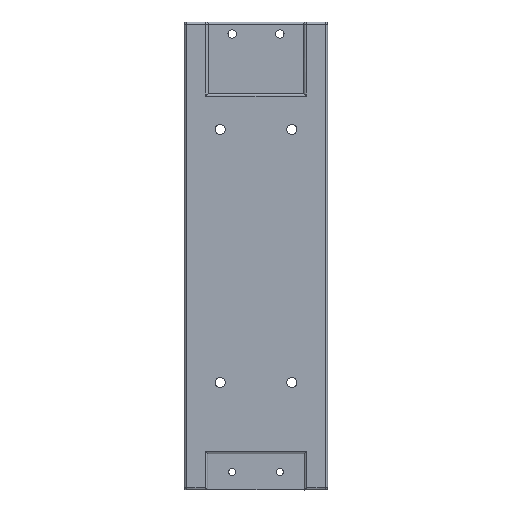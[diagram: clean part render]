
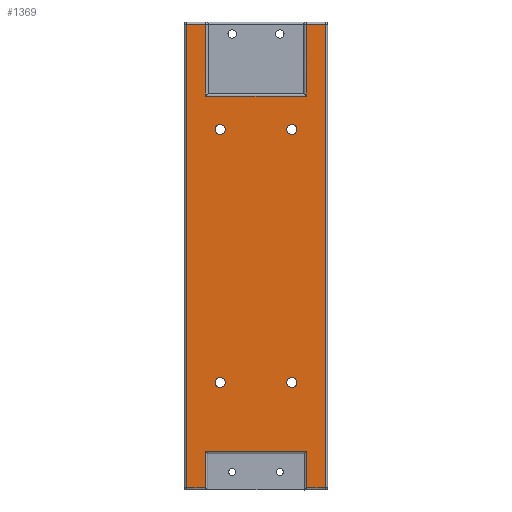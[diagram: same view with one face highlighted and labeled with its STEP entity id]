
A CAD part, front view. The second image highlights one B-rep face of the part: STEP entity #1369.
In plain terms, the highlighted planar face has unit normal (0, -1, 0).
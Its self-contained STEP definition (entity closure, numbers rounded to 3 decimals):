
#88=FACE_BOUND('',#333,.T.);
#89=FACE_BOUND('',#334,.T.);
#90=FACE_BOUND('',#335,.T.);
#91=FACE_BOUND('',#336,.T.);
#105=CIRCLE('',#1421,2.125);
#107=CIRCLE('',#1425,2.125);
#109=CIRCLE('',#1429,2.125);
#111=CIRCLE('',#1433,2.125);
#238=FACE_OUTER_BOUND('',#332,.T.);
#332=EDGE_LOOP('',(#1187,#1188,#1189,#1190,#1191,#1192,#1193,#1194,#1195,
#1196,#1197,#1198));
#333=EDGE_LOOP('',(#1199));
#334=EDGE_LOOP('',(#1200));
#335=EDGE_LOOP('',(#1201));
#336=EDGE_LOOP('',(#1202));
#402=LINE('',#2152,#516);
#404=LINE('',#2166,#518);
#408=LINE('',#2186,#522);
#412=LINE('',#2212,#526);
#417=LINE('',#2237,#531);
#419=LINE('',#2248,#533);
#422=LINE('',#2254,#536);
#424=LINE('',#2266,#538);
#426=LINE('',#2269,#540);
#433=LINE('',#2284,#547);
#441=LINE('',#2314,#555);
#448=LINE('',#2340,#562);
#516=VECTOR('',#1713,10.);
#518=VECTOR('',#1729,10.);
#522=VECTOR('',#1753,10.);
#526=VECTOR('',#1785,10.);
#531=VECTOR('',#1812,10.);
#533=VECTOR('',#1826,10.);
#536=VECTOR('',#1833,10.);
#538=VECTOR('',#1847,10.);
#540=VECTOR('',#1851,10.);
#547=VECTOR('',#1866,10.);
#555=VECTOR('',#1904,10.);
#562=VECTOR('',#1939,10.);
#617=VERTEX_POINT('',#2102);
#619=VERTEX_POINT('',#2110);
#621=VERTEX_POINT('',#2118);
#623=VERTEX_POINT('',#2126);
#630=VERTEX_POINT('',#2150);
#631=VERTEX_POINT('',#2151);
#636=VERTEX_POINT('',#2162);
#642=VERTEX_POINT('',#2182);
#650=VERTEX_POINT('',#2208);
#657=VERTEX_POINT('',#2230);
#659=VERTEX_POINT('',#2236);
#660=VERTEX_POINT('',#2240);
#663=VERTEX_POINT('',#2253);
#667=VERTEX_POINT('',#2262);
#671=VERTEX_POINT('',#2283);
#678=VERTEX_POINT('',#2313);
#742=EDGE_CURVE('',#617,#617,#105,.T.);
#746=EDGE_CURVE('',#619,#619,#107,.T.);
#750=EDGE_CURVE('',#621,#621,#109,.T.);
#754=EDGE_CURVE('',#623,#623,#111,.T.);
#766=EDGE_CURVE('',#630,#631,#402,.T.);
#773=EDGE_CURVE('',#631,#636,#404,.T.);
#783=EDGE_CURVE('',#636,#642,#408,.T.);
#796=EDGE_CURVE('',#642,#650,#412,.T.);
#808=EDGE_CURVE('',#650,#659,#417,.T.);
#814=EDGE_CURVE('',#660,#657,#419,.T.);
#817=EDGE_CURVE('',#659,#663,#422,.T.);
#823=EDGE_CURVE('',#663,#667,#424,.T.);
#825=EDGE_CURVE('',#667,#660,#426,.T.);
#833=EDGE_CURVE('',#657,#671,#433,.T.);
#849=EDGE_CURVE('',#671,#678,#441,.T.);
#864=EDGE_CURVE('',#678,#630,#448,.T.);
#1187=ORIENTED_EDGE('',*,*,#814,.F.);
#1188=ORIENTED_EDGE('',*,*,#825,.F.);
#1189=ORIENTED_EDGE('',*,*,#823,.F.);
#1190=ORIENTED_EDGE('',*,*,#817,.F.);
#1191=ORIENTED_EDGE('',*,*,#808,.F.);
#1192=ORIENTED_EDGE('',*,*,#796,.F.);
#1193=ORIENTED_EDGE('',*,*,#783,.F.);
#1194=ORIENTED_EDGE('',*,*,#773,.F.);
#1195=ORIENTED_EDGE('',*,*,#766,.F.);
#1196=ORIENTED_EDGE('',*,*,#864,.F.);
#1197=ORIENTED_EDGE('',*,*,#849,.F.);
#1198=ORIENTED_EDGE('',*,*,#833,.F.);
#1199=ORIENTED_EDGE('',*,*,#754,.T.);
#1200=ORIENTED_EDGE('',*,*,#742,.T.);
#1201=ORIENTED_EDGE('',*,*,#750,.T.);
#1202=ORIENTED_EDGE('',*,*,#746,.T.);
#1287=PLANE('',#1543);
#1369=ADVANCED_FACE('',(#238,#88,#89,#90,#91),#1287,.F.);
#1421=AXIS2_PLACEMENT_3D('',#2103,#1652,#1653);
#1425=AXIS2_PLACEMENT_3D('',#2111,#1662,#1663);
#1429=AXIS2_PLACEMENT_3D('',#2119,#1672,#1673);
#1433=AXIS2_PLACEMENT_3D('',#2127,#1682,#1683);
#1543=AXIS2_PLACEMENT_3D('',#2360,#1961,#1962);
#1652=DIRECTION('center_axis',(0.,1.,0.));
#1653=DIRECTION('ref_axis',(1.,0.,0.));
#1662=DIRECTION('center_axis',(0.,1.,0.));
#1663=DIRECTION('ref_axis',(1.,0.,0.));
#1672=DIRECTION('center_axis',(0.,1.,0.));
#1673=DIRECTION('ref_axis',(1.,0.,0.));
#1682=DIRECTION('center_axis',(0.,1.,0.));
#1683=DIRECTION('ref_axis',(1.,0.,0.));
#1713=DIRECTION('',(0.,0.,-1.));
#1729=DIRECTION('',(-1.,0.,0.));
#1753=DIRECTION('',(0.,0.,1.));
#1785=DIRECTION('',(1.,0.,0.));
#1812=DIRECTION('',(0.,0.,-1.));
#1826=DIRECTION('',(0.,0.,-1.));
#1833=DIRECTION('',(1.,0.,0.));
#1847=DIRECTION('',(0.,0.,1.));
#1851=DIRECTION('',(1.,0.,0.));
#1866=DIRECTION('',(-1.,0.,0.));
#1904=DIRECTION('',(0.,0.,1.));
#1939=DIRECTION('',(-1.,0.,0.));
#1961=DIRECTION('center_axis',(0.,1.,0.));
#1962=DIRECTION('ref_axis',(1.,0.,0.));
#2102=CARTESIAN_POINT('',(-17.125,0.,-333.));
#2103=CARTESIAN_POINT('Origin',(-15.,0.,-333.));
#2110=CARTESIAN_POINT('',(12.875,0.,-333.));
#2111=CARTESIAN_POINT('Origin',(15.,0.,-333.));
#2118=CARTESIAN_POINT('',(-17.125,0.,-227.));
#2119=CARTESIAN_POINT('Origin',(-15.,0.,-227.));
#2126=CARTESIAN_POINT('',(12.875,0.,-227.));
#2127=CARTESIAN_POINT('Origin',(15.,0.,-227.));
#2150=CARTESIAN_POINT('',(-21.25,0.,-361.75));
#2151=CARTESIAN_POINT('',(-21.25,0.,-377.));
#2152=CARTESIAN_POINT('',(-21.25,0.,-329.));
#2162=CARTESIAN_POINT('',(-29.,0.,-377.));
#2166=CARTESIAN_POINT('',(15.,0.,-377.));
#2182=CARTESIAN_POINT('',(-29.,0.,-183.));
#2186=CARTESIAN_POINT('',(-29.,0.,-329.));
#2208=CARTESIAN_POINT('',(-21.,0.,-183.));
#2212=CARTESIAN_POINT('',(-15.,0.,-183.));
#2230=CARTESIAN_POINT('',(29.,0.,-377.));
#2236=CARTESIAN_POINT('',(-21.,0.,-213.));
#2237=CARTESIAN_POINT('',(-21.,0.,-246.));
#2240=CARTESIAN_POINT('',(29.,0.,-183.));
#2248=CARTESIAN_POINT('',(29.,0.,-231.));
#2253=CARTESIAN_POINT('',(21.,0.,-213.));
#2254=CARTESIAN_POINT('',(10.,0.,-213.));
#2262=CARTESIAN_POINT('',(21.,0.,-183.));
#2266=CARTESIAN_POINT('',(21.,0.,-231.));
#2269=CARTESIAN_POINT('',(-15.,0.,-183.));
#2283=CARTESIAN_POINT('',(21.25,0.,-377.));
#2284=CARTESIAN_POINT('',(15.,0.,-377.));
#2313=CARTESIAN_POINT('',(21.25,0.,-361.75));
#2314=CARTESIAN_POINT('',(21.25,0.,-321.375));
#2340=CARTESIAN_POINT('',(-10.125,0.,-361.75));
#2360=CARTESIAN_POINT('Origin',(0.,0.,-280.));
